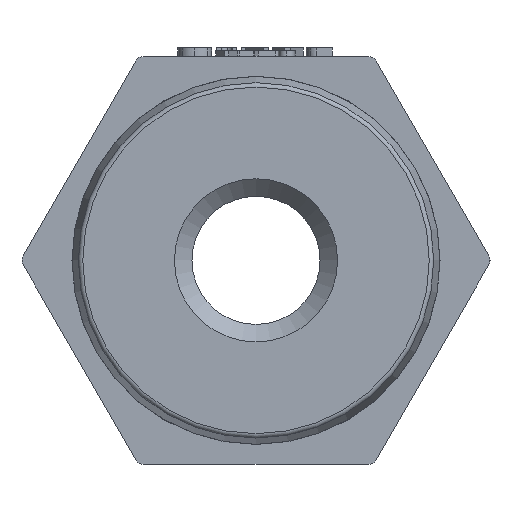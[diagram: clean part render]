
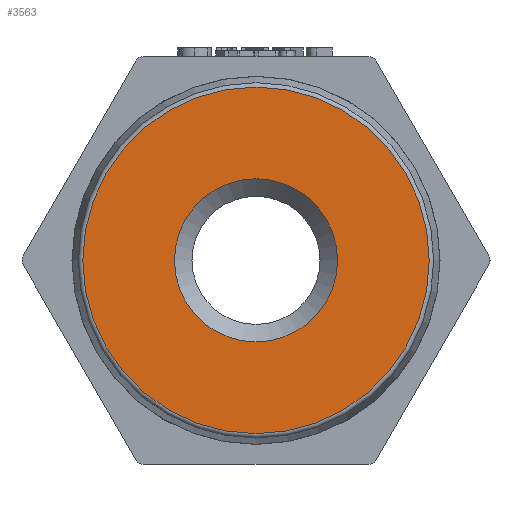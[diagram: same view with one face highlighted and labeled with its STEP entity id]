
A CAD part, left-side view. The second image highlights one B-rep face of the part: STEP entity #3563.
In plain terms, the highlighted planar face has unit normal (-1, 0, 0).
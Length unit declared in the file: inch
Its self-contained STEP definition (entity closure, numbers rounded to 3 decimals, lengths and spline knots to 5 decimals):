
#918=PLANE('',#3803);
#1065=FACE_BOUND('',#1319,.T.);
#1101=FACE_OUTER_BOUND('',#1318,.T.);
#1318=EDGE_LOOP('',(#2502));
#1319=EDGE_LOOP('',(#2503));
#1563=CIRCLE('',#3802,0.59489);
#1564=CIRCLE('',#3804,0.28);
#1615=VERTEX_POINT('',#4774);
#1616=VERTEX_POINT('',#4777);
#1968=EDGE_CURVE('',#1615,#1615,#1563,.T.);
#1969=EDGE_CURVE('',#1616,#1616,#1564,.T.);
#2502=ORIENTED_EDGE('',*,*,#1968,.F.);
#2503=ORIENTED_EDGE('',*,*,#1969,.T.);
#3563=ADVANCED_FACE('',(#1101,#1065),#918,.T.);
#3802=AXIS2_PLACEMENT_3D('',#4775,#4016,#4017);
#3803=AXIS2_PLACEMENT_3D('',#4776,#4018,#4019);
#3804=AXIS2_PLACEMENT_3D('',#4778,#4020,#4021);
#4016=DIRECTION('center_axis',(1.,0.,0.));
#4017=DIRECTION('ref_axis',(0.,-1.,0.));
#4018=DIRECTION('center_axis',(-1.,0.,0.));
#4019=DIRECTION('ref_axis',(0.,0.,1.));
#4020=DIRECTION('center_axis',(1.,0.,0.));
#4021=DIRECTION('ref_axis',(0.,1.,0.));
#4774=CARTESIAN_POINT('',(-1.9375,0.59489,0.));
#4775=CARTESIAN_POINT('Origin',(-1.9375,0.,0.));
#4776=CARTESIAN_POINT('Origin',(-1.9375,0.44344,0.));
#4777=CARTESIAN_POINT('',(-1.9375,0.28,0.));
#4778=CARTESIAN_POINT('Origin',(-1.9375,0.,0.));
